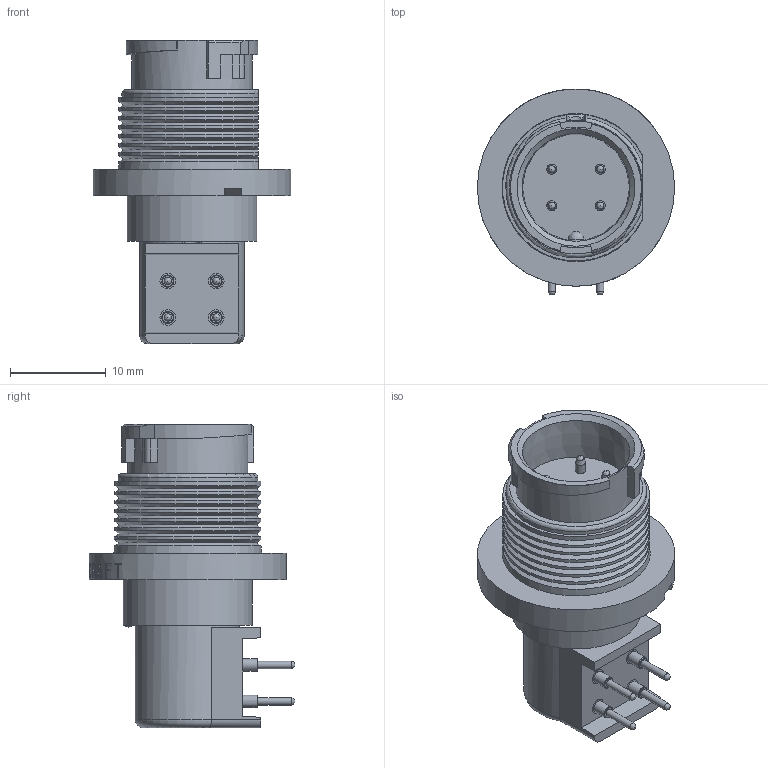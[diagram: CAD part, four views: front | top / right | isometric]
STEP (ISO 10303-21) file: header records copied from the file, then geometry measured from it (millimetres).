
FILE_DESCRIPTION(/* description */ (''),/* implementation_level */ '2;1');
FILE_NAME(/* name */ 'EN3P4MRAPCX v1.step',/* time_stamp */ '2019-10-02T12:10:12-04:00',/* author */ (''),/* organization */ (''),/* preprocessor_version */ 'ST-DEVELOPER v18',/* originating_system */ 'Autodesk Translation Framework v8.6.0.1094',/* authorisation */ '');
FILE_SCHEMA (('AUTOMOTIVE_DESIGN { 1 0 10303 214 3 1 1 }'));
Length unit declared in the file: inch
Products named in the file (1): EN3P4MRAPCX
Bounding box: 20.62 x 21.52 x 31.72 mm (x, y, z)
Volume: 4412.5 mm3; surface area: 2638.6 mm2
Topology: 1 solids, 1 shells, 392 faces, 1121 edges, 754 vertices
Faces by surface type: plane 289, cylinder 51, cone 34, bspline 10, torus 6, sphere 2
Full cylindrical faces by diameter (mm): 0.762 x4, 1.041 x4, 1.27 x4, 1.626 x4, 12.598 x1, 13.513 x1, 20.625 x1
Entity records: 13480 total; most frequent: CARTESIAN_POINT 3019, ORIENTED_EDGE 2220, DIRECTION 2202, EDGE_CURVE 1110, AXIS2_PLACEMENT_3D 779, VERTEX_POINT 754, LINE 644, VECTOR 644
